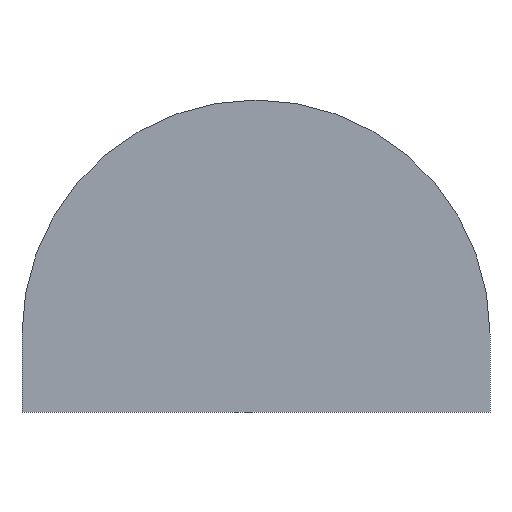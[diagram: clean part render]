
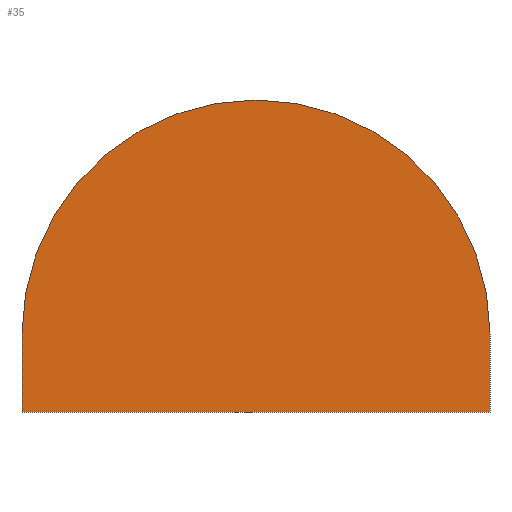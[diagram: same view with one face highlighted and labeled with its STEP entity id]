
A CAD part, front view. The second image highlights one B-rep face of the part: STEP entity #35.
In plain terms, the highlighted planar face has unit normal (0, -1, 0).
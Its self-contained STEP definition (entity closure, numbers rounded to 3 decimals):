
#1 = CARTESIAN_POINT ( 'NONE',  ( 0., 0., -2.5 ) ) ;
#9 = LINE ( 'NONE', #204, #107 ) ;
#15 = PLANE ( 'NONE',  #98 ) ;
#16 = DIRECTION ( 'NONE',  ( 0., 0., 1. ) ) ;
#17 = CIRCLE ( 'NONE', #230, 7.5 ) ;
#18 = VERTEX_POINT ( 'NONE', #23 ) ;
#23 = CARTESIAN_POINT ( 'NONE',  ( -7.5, 0., -5. ) ) ;
#34 = CARTESIAN_POINT ( 'NONE',  ( 7.5, 0., -5. ) ) ;
#35 = ADVANCED_FACE ( 'NONE', ( #72 ), #15, .F. ) ;
#40 = LINE ( 'NONE', #170, #78 ) ;
#47 = DIRECTION ( 'NONE',  ( 0., -1., 0. ) ) ;
#48 = DIRECTION ( 'NONE',  ( 0., 0., 1. ) ) ;
#63 = DIRECTION ( 'NONE',  ( 0., 0., -1. ) ) ;
#65 = ORIENTED_EDGE ( 'NONE', *, *, #156, .T. ) ;
#72 = FACE_OUTER_BOUND ( 'NONE', #85, .T. ) ;
#78 = VECTOR ( 'NONE', #117, 1000. ) ;
#81 = CARTESIAN_POINT ( 'NONE',  ( 0., 0., 0. ) ) ;
#83 = VERTEX_POINT ( 'NONE', #105 ) ;
#84 = DIRECTION ( 'NONE',  ( 1., 0., 0. ) ) ;
#85 = EDGE_LOOP ( 'NONE', ( #65, #126, #186, #193 ) ) ;
#98 = AXIS2_PLACEMENT_3D ( 'NONE', #81, #111, #84 ) ;
#105 = CARTESIAN_POINT ( 'NONE',  ( 7.5, 0., -2.5 ) ) ;
#107 = VECTOR ( 'NONE', #63, 1000. ) ;
#111 = DIRECTION ( 'NONE',  ( 0., 1., 0. ) ) ;
#117 = DIRECTION ( 'NONE',  ( 1., 0., 0. ) ) ;
#118 = VERTEX_POINT ( 'NONE', #206 ) ;
#120 = EDGE_CURVE ( 'NONE', #118, #18, #9, .T. ) ;
#126 = ORIENTED_EDGE ( 'NONE', *, *, #179, .T. ) ;
#134 = VERTEX_POINT ( 'NONE', #34 ) ;
#142 = VECTOR ( 'NONE', #48, 1000. ) ;
#144 = CARTESIAN_POINT ( 'NONE',  ( 7.5, 0., 0. ) ) ;
#156 = EDGE_CURVE ( 'NONE', #18, #134, #40, .T. ) ;
#170 = CARTESIAN_POINT ( 'NONE',  ( 0., 0., -5. ) ) ;
#179 = EDGE_CURVE ( 'NONE', #134, #83, #227, .T. ) ;
#186 = ORIENTED_EDGE ( 'NONE', *, *, #232, .T. ) ;
#193 = ORIENTED_EDGE ( 'NONE', *, *, #120, .T. ) ;
#204 = CARTESIAN_POINT ( 'NONE',  ( -7.5, 0., 0. ) ) ;
#206 = CARTESIAN_POINT ( 'NONE',  ( -7.5, 0., -2.5 ) ) ;
#227 = LINE ( 'NONE', #144, #142 ) ;
#230 = AXIS2_PLACEMENT_3D ( 'NONE', #1, #47, #16 ) ;
#232 = EDGE_CURVE ( 'NONE', #83, #118, #17, .T. ) ;
